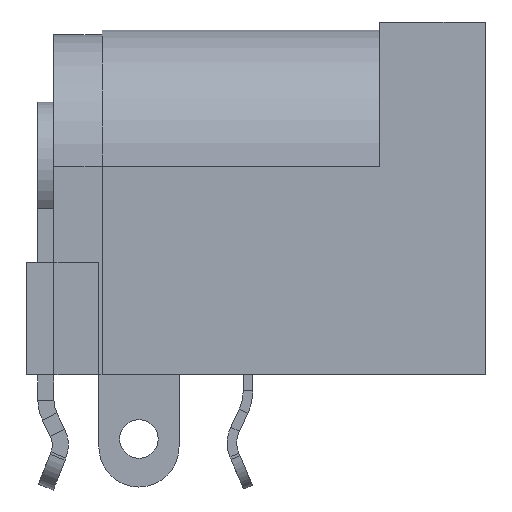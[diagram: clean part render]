
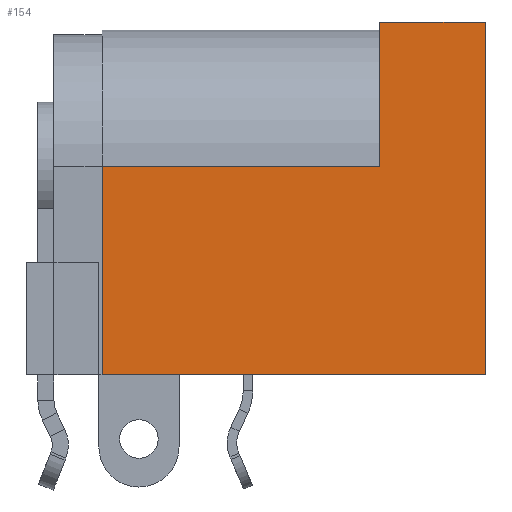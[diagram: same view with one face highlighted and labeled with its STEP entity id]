
A CAD part, left-side view. The second image highlights one B-rep face of the part: STEP entity #154.
In plain terms, the highlighted planar face has unit normal (-1, 0, 0).
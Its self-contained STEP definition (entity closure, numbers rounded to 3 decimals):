
#22 = VERTEX_POINT('',#23);
#23 = CARTESIAN_POINT('',(-4.5,-1.75,0.));
#64 = VERTEX_POINT('',#65);
#65 = CARTESIAN_POINT('',(-4.5,-13.7,0.));
#71 = EDGE_CURVE('',#22,#64,#72,.T.);
#72 = LINE('',#73,#74);
#73 = CARTESIAN_POINT('',(-4.5,-1.75,0.));
#74 = VECTOR('',#75,1.);
#75 = DIRECTION('',(0.,-1.,0.));
#119 = EDGE_CURVE('',#120,#22,#122,.T.);
#120 = VERTEX_POINT('',#121);
#121 = CARTESIAN_POINT('',(-4.5,-1.75,6.5));
#122 = LINE('',#123,#124);
#123 = CARTESIAN_POINT('',(-4.5,-1.75,6.5));
#124 = VECTOR('',#125,1.);
#125 = DIRECTION('',(0.,0.,-1.));
#154 = ADVANCED_FACE('',(#155),#189,.F.);
#155 = FACE_BOUND('',#156,.T.);
#156 = EDGE_LOOP('',(#157,#158,#166,#174,#182,#188));
#157 = ORIENTED_EDGE('',*,*,#71,.T.);
#158 = ORIENTED_EDGE('',*,*,#159,.T.);
#159 = EDGE_CURVE('',#64,#160,#162,.T.);
#160 = VERTEX_POINT('',#161);
#161 = CARTESIAN_POINT('',(-4.5,-13.7,11.));
#162 = LINE('',#163,#164);
#163 = CARTESIAN_POINT('',(-4.5,-13.7,0.));
#164 = VECTOR('',#165,1.);
#165 = DIRECTION('',(0.,0.,1.));
#166 = ORIENTED_EDGE('',*,*,#167,.T.);
#167 = EDGE_CURVE('',#160,#168,#170,.T.);
#168 = VERTEX_POINT('',#169);
#169 = CARTESIAN_POINT('',(-4.5,-10.4,11.));
#170 = LINE('',#171,#172);
#171 = CARTESIAN_POINT('',(-4.5,-13.7,11.));
#172 = VECTOR('',#173,1.);
#173 = DIRECTION('',(0.,1.,0.));
#174 = ORIENTED_EDGE('',*,*,#175,.T.);
#175 = EDGE_CURVE('',#168,#176,#178,.T.);
#176 = VERTEX_POINT('',#177);
#177 = CARTESIAN_POINT('',(-4.5,-10.4,6.5));
#178 = LINE('',#179,#180);
#179 = CARTESIAN_POINT('',(-4.5,-10.4,11.));
#180 = VECTOR('',#181,1.);
#181 = DIRECTION('',(0.,0.,-1.));
#182 = ORIENTED_EDGE('',*,*,#183,.T.);
#183 = EDGE_CURVE('',#176,#120,#184,.T.);
#184 = LINE('',#185,#186);
#185 = CARTESIAN_POINT('',(-4.5,-10.4,6.5));
#186 = VECTOR('',#187,1.);
#187 = DIRECTION('',(0.,1.,0.));
#188 = ORIENTED_EDGE('',*,*,#119,.T.);
#189 = PLANE('',#190);
#190 = AXIS2_PLACEMENT_3D('',#191,#192,#193);
#191 = CARTESIAN_POINT('',(-4.5,-8.573,4.652));
#192 = DIRECTION('',(1.,0.,0.));
#193 = DIRECTION('',(0.,0.,1.));
